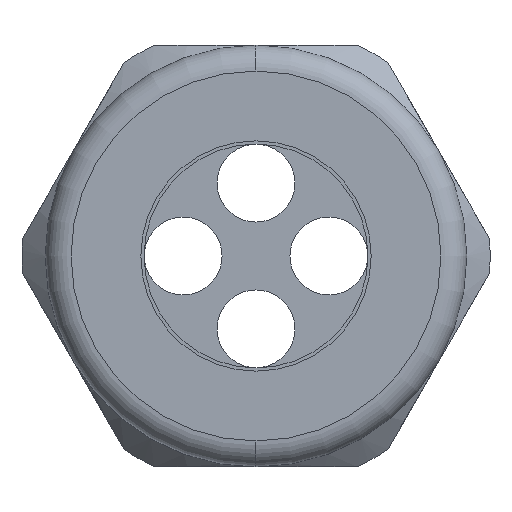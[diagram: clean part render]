
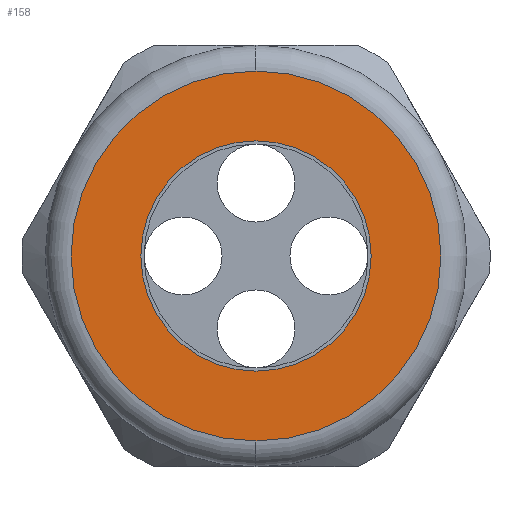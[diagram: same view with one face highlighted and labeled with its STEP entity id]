
A CAD part, left-side view. The second image highlights one B-rep face of the part: STEP entity #158.
In plain terms, the highlighted planar face has unit normal (-1, 0, 0).
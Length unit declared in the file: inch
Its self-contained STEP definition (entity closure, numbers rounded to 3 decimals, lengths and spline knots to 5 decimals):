
#155 = EDGE_LOOP ( 'NONE', ( #5862, #5860 ) ) ;
#158 = ADVANCED_FACE ( 'NONE', ( #1665, #1664 ), #1663, .T. ) ;
#1659 = DIRECTION ( 'NONE',  ( 0., 0., 1. ) ) ;
#1660 = DIRECTION ( 'NONE',  ( -1., 0., 0. ) ) ;
#1661 = CARTESIAN_POINT ( 'NONE',  ( -1.53, 0.65, 0. ) ) ;
#1662 = AXIS2_PLACEMENT_3D ( 'NONE', #1661, #1660, #1659 ) ;
#1663 = PLANE ( 'NONE',  #1662 ) ;
#1664 = FACE_BOUND ( 'NONE', #5856, .T. ) ;
#1665 = FACE_OUTER_BOUND ( 'NONE', #155, .T. ) ;
#3416 = VERTEX_POINT ( 'NONE', #3972 ) ;
#3418 = EDGE_CURVE ( 'NONE', #3416, #3420, #3970, .T. ) ;
#3420 = VERTEX_POINT ( 'NONE', #3960 ) ;
#3428 = ORIENTED_EDGE ( 'NONE', *, *, #5956, .T. ) ;
#3960 = CARTESIAN_POINT ( 'NONE',  ( -1.53, 0., -0.57 ) ) ;
#3966 = DIRECTION ( 'NONE',  ( 0., 0., 1. ) ) ;
#3967 = DIRECTION ( 'NONE',  ( -1., 0., 0. ) ) ;
#3968 = CARTESIAN_POINT ( 'NONE',  ( -1.53, 0., 0. ) ) ;
#3969 = AXIS2_PLACEMENT_3D ( 'NONE', #3968, #3967, #3966 ) ;
#3970 = CIRCLE ( 'NONE', #3969, 0.57 ) ;
#3972 = CARTESIAN_POINT ( 'NONE',  ( -1.53, 0., 0.57 ) ) ;
#4702 = CIRCLE ( 'NONE', #4767, 0.355 ) ;
#4749 = DIRECTION ( 'NONE',  ( 0., 0., 1. ) ) ;
#4750 = DIRECTION ( 'NONE',  ( -1., 0., 0. ) ) ;
#4751 = CARTESIAN_POINT ( 'NONE',  ( -1.53, 0., 0. ) ) ;
#4752 = AXIS2_PLACEMENT_3D ( 'NONE', #4751, #4750, #4749 ) ;
#4753 = CIRCLE ( 'NONE', #4752, 0.57 ) ;
#4763 = DIRECTION ( 'NONE',  ( 0., 0., -1. ) ) ;
#4764 = DIRECTION ( 'NONE',  ( 1., 0., 0. ) ) ;
#4766 = CARTESIAN_POINT ( 'NONE',  ( -1.53, 0., 0. ) ) ;
#4767 = AXIS2_PLACEMENT_3D ( 'NONE', #4766, #4764, #4763 ) ;
#4869 = CARTESIAN_POINT ( 'NONE',  ( -1.53, 0., 0.355 ) ) ;
#4872 = CARTESIAN_POINT ( 'NONE',  ( -1.53, 0., -0.355 ) ) ;
#4943 = DIRECTION ( 'NONE',  ( 0., 0., -1. ) ) ;
#4944 = DIRECTION ( 'NONE',  ( 1., 0., 0. ) ) ;
#4945 = CARTESIAN_POINT ( 'NONE',  ( -1.53, 0., 0. ) ) ;
#4946 = AXIS2_PLACEMENT_3D ( 'NONE', #4945, #4944, #4943 ) ;
#4947 = CIRCLE ( 'NONE', #4946, 0.355 ) ;
#5848 = EDGE_CURVE ( 'NONE', #5935, #5939, #4702, .T. ) ;
#5853 = ORIENTED_EDGE ( 'NONE', *, *, #5848, .T. ) ;
#5856 = EDGE_LOOP ( 'NONE', ( #5853, #3428 ) ) ;
#5858 = EDGE_CURVE ( 'NONE', #3420, #3416, #4753, .T. ) ;
#5860 = ORIENTED_EDGE ( 'NONE', *, *, #5858, .T. ) ;
#5862 = ORIENTED_EDGE ( 'NONE', *, *, #3418, .T. ) ;
#5935 = VERTEX_POINT ( 'NONE', #4872 ) ;
#5939 = VERTEX_POINT ( 'NONE', #4869 ) ;
#5956 = EDGE_CURVE ( 'NONE', #5939, #5935, #4947, .T. ) ;
